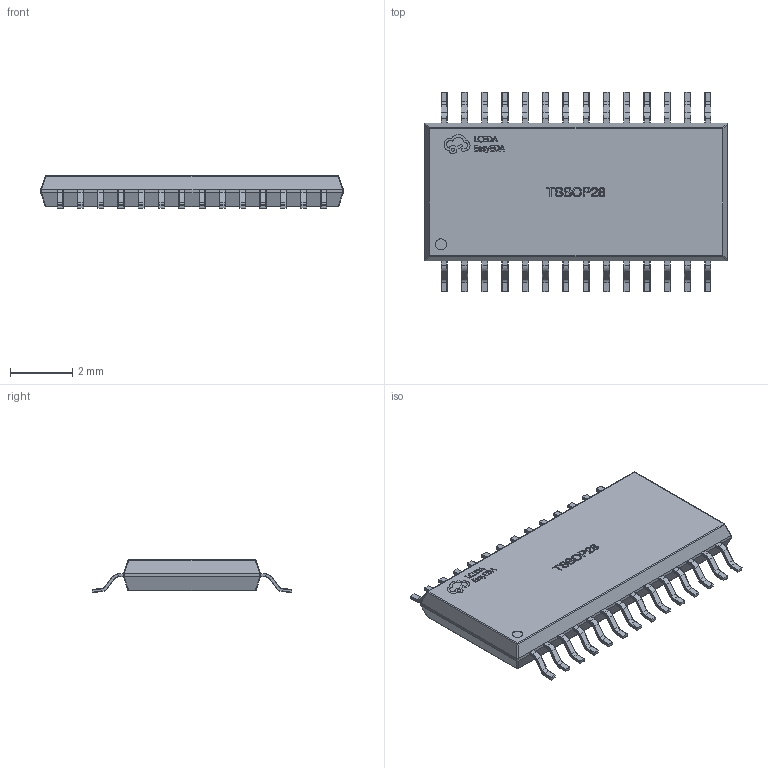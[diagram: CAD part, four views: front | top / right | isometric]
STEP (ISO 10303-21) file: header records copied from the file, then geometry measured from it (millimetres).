
FILE_DESCRIPTION(/* description */ (''),/* implementation_level */ '2;1');
FILE_NAME(/* name */ 'P7H0-U13-TSSOP-28_L9.7-W4.4-P0.65-LS6.4-BL.step',/* time_stamp */ '2025-08-05T13:06:45+08:00',/* author */ (''),/* organization */ (''),/* preprocessor_version */ 'ST-DEVELOPER v20.1',/* originating_system */ 'Autodesk Translation Framework v14.10.0.0',/* authorisation */ '');
FILE_SCHEMA (('AUTOMOTIVE_DESIGN { 1 0 10303 214 3 1 1 }'));
Products named in the file (2): P7H0-U13-TSSOP-28_L9.7-W4.4-P0.65-LS6.4-BL; COMPOUND
Assembly tree (1 placements, depth 2):
  P7H0-U13-TSSOP-28_L9.7-W4.4-P0.65-LS6.4-BL
    COMPOUND
Bounding box: 9.69 x 6.4 x 1.05 mm (x, y, z)
Volume: 41.4 mm3; surface area: 127.1 mm2
Topology: 42 solids, 42 shells, 1853 faces, 4106 edges, 2244 vertices
Faces by surface type: plane 738, cylinder 581, torus 224, bspline 190, sphere 120
Full cylindrical faces by diameter (mm): 0.35 x1
Entity records: 55958 total; most frequent: CARTESIAN_POINT 14320, DIRECTION 8516, ORIENTED_EDGE 7988, EDGE_CURVE 3994, AXIS2_PLACEMENT_3D 3148, VERTEX_POINT 2244, LINE 2220, VECTOR 2220
